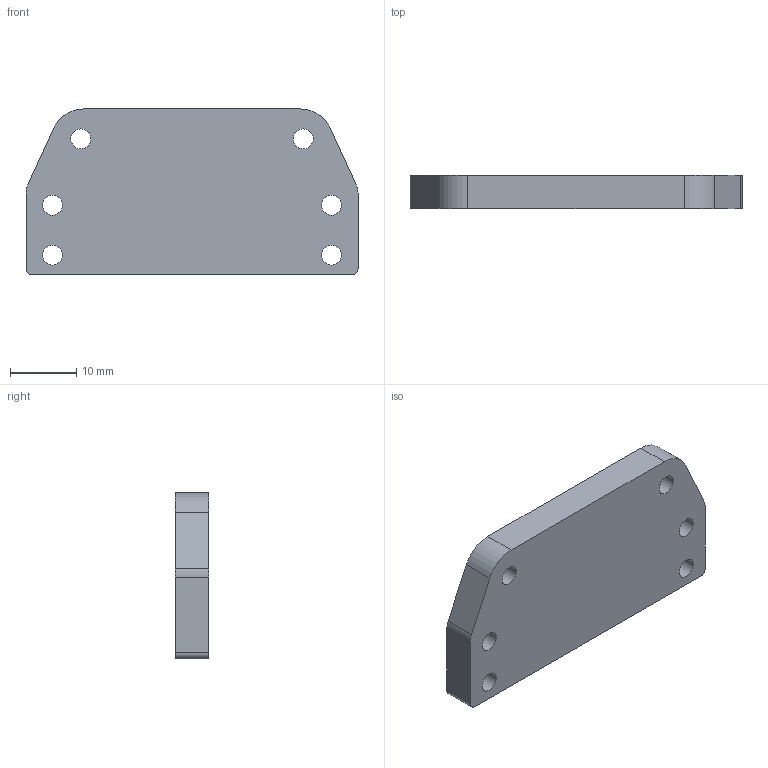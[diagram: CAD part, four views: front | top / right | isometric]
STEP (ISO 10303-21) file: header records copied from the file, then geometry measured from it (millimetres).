
FILE_DESCRIPTION((''),'2;1');
FILE_NAME('SUPPORT_REDUCTEUR','2021-08-12T10:48:42',('MDezaphix'),('SRPC'),'CREO PARAMETRIC BY PTC INC, 2019344','CREO PARAMETRIC BY PTC INC, 2019344','');
FILE_SCHEMA(('CONFIG_CONTROL_DESIGN'));
Length unit declared in the file: millimetre
Products named in the file (1): SUPPORT_REDUCTEUR
Bounding box: 50 x 5 x 25 mm (x, y, z)
Surface area: 3253.2 mm2 (no closed solid volume)
Topology: 0 solids, 0 shells, 26 faces, 144 edges, 144 vertices
Faces by surface type: cylinder 18, plane 8
Entity records: 2075 total; most frequent: CARTESIAN_POINT 638, DIRECTION 268, TRIMMED_CURVE 180, VECTOR 144, LINE 144, DEFINITIONAL_REPRESENTATION 144, PCURVE 144, COMPOSITE_CURVE_SEGMENT 144
